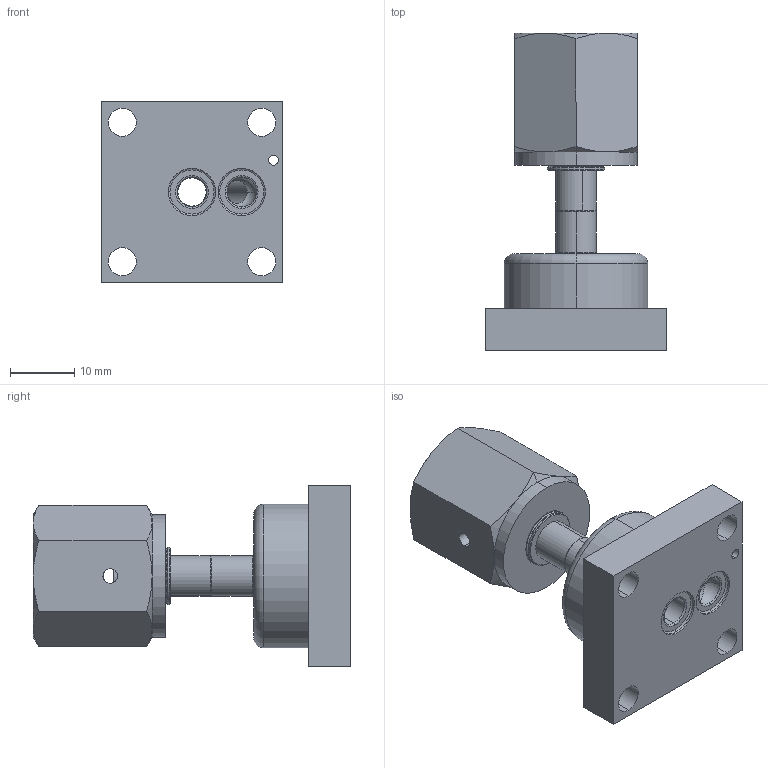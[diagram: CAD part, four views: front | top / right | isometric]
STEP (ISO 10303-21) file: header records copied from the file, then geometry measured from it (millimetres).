
FILE_DESCRIPTION (( 'STEP AP214' ), '1' );
FILE_NAME ('A0000002616.STEP', '2025-11-04T07:32:10', ( 'Microsoft' ), ( 'Microsoft' ), 'SwSTEP 2.0', 'SolidWorks 2025', '' );
FILE_SCHEMA (( 'AUTOMOTIVE_DESIGN' ));
Length unit declared in the file: millimetre
Products named in the file (4): 101000092555; A0000002616; 100001020946; 100001020385_Fujikin-Female Nut-4
Assembly tree (3 placements, depth 2):
  A0000002616
    101000092555
    100001020385_Fujikin-Female Nut-4
    100001020946
Bounding box: 28.32 x 49.47 x 28.32 mm (x, y, z)
Volume: 12753.3 mm3; surface area: 7123 mm2
Topology: 3 solids, 3 shells, 125 faces, 276 edges, 167 vertices
Faces by surface type: cylinder 50, cone 32, plane 29, torus 12, sphere 2
Entity records: 3981 total; most frequent: CARTESIAN_POINT 999, DIRECTION 657, ORIENTED_EDGE 552, AXIS2_PLACEMENT_3D 280, EDGE_CURVE 276, VERTEX_POINT 167, EDGE_LOOP 157, CIRCLE 149
